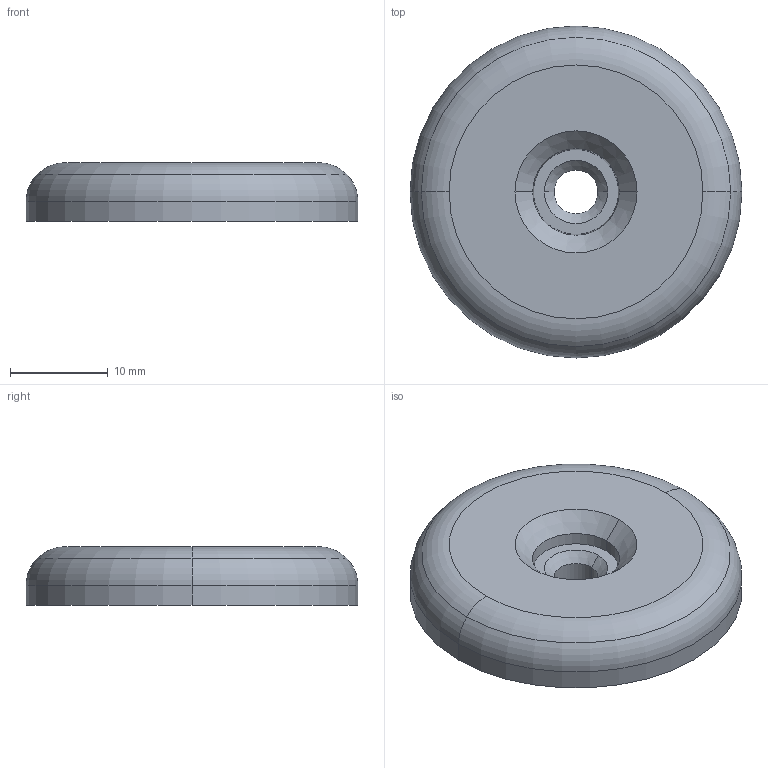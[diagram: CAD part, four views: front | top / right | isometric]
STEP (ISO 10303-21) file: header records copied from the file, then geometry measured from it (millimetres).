
FILE_DESCRIPTION((''),'2;1');
FILE_NAME('CAD-8512','2022-08-04T08:44:35',('creinig-se'),(''),'CREO PARAMETRIC BY PTC INC, 2019292','CREO PARAMETRIC BY PTC INC, 2019292','');
FILE_SCHEMA(('CONFIG_CONTROL_DESIGN','SHAPE_APPEARANCE_LAYERS_GROUPS'));
Length unit declared in the file: millimetre
Products named in the file (1): CAD-8512
Bounding box: 34 x 34 x 6 mm (x, y, z)
Volume: 4807.8 mm3; surface area: 2325.4 mm2
Topology: 1 solids, 1 shells, 17 faces, 34 edges, 20 vertices
Faces by surface type: cone 6, torus 4, cylinder 4, plane 3
Entity records: 635 total; most frequent: DIRECTION 92, CARTESIAN_POINT 71, ORIENTED_EDGE 68, AXIS2_PLACEMENT_3D 41, PRESENTATION_STYLE_ASSIGNMENT 35, STYLED_ITEM 35, CURVE_STYLE 34, EDGE_CURVE 34
